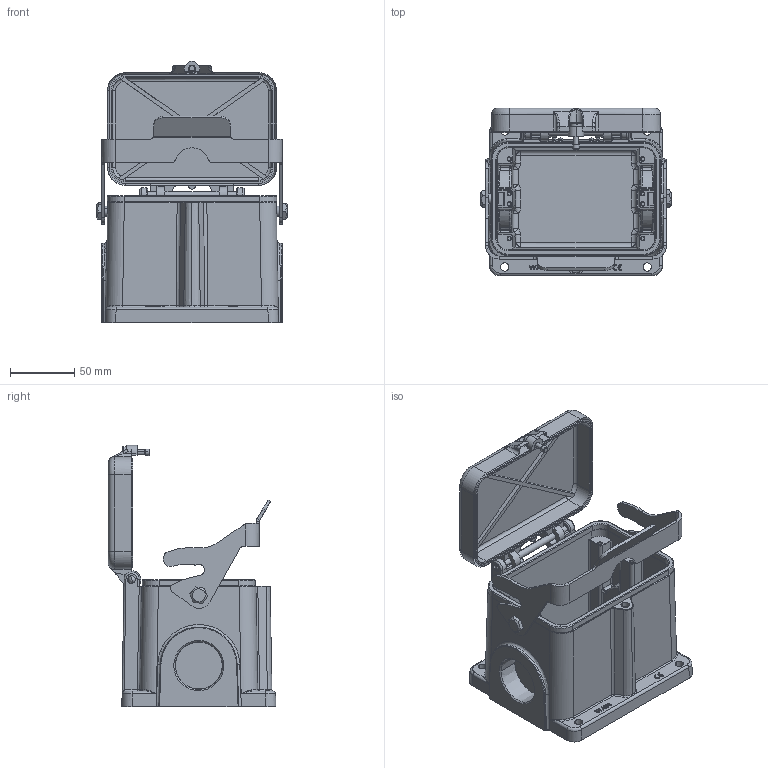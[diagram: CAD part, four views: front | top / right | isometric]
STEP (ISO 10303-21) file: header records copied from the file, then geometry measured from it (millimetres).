
FILE_DESCRIPTION(/* description */ (''),/* implementation_level */ '2;1');
FILE_NAME(/* name */ '3D_1110482651004_H48B-SF-1L_S-CV-M32_V1.1.stp',/* time_stamp */ '2024-02-04T14:40:08+08:00',/* author */ (''),/* organization */ (''),/* preprocessor_version */ 'ST-DEVELOPER v18.1',/* originating_system */ 'SIEMENS PLM Software NX 1980',/* authorisation */ '');
FILE_SCHEMA (('PROCESS_PLANNING_SCHEMA','AP242_MANAGED_MODEL_BASED_3D_ENGINEERING_MIM_LF { 1 0 10303 442 1 1 4 }'));
Length unit declared in the file: millimetre
Products named in the file (1): 3D_1110482651004_H48B-SF-1L_S-CV-M32_V1.0_stp
Bounding box: 148.7 x 130.6 x 203.67 mm (x, y, z)
Volume: 527770.3 mm3; surface area: 186166.1 mm2
Topology: 1 solids, 1 shells, 1011 faces, 2585 edges, 1606 vertices
Faces by surface type: cylinder 423, plane 353, torus 130, bspline 61, sphere 22, cone 20, revolution 2
Entity records: 35861 total; most frequent: CARTESIAN_POINT 13905, ORIENTED_EDGE 5158, DIRECTION 3616, EDGE_CURVE 2579, VERTEX_POINT 1604, AXIS2_PLACEMENT_3D 1257, LINE 1100, VECTOR 1100
